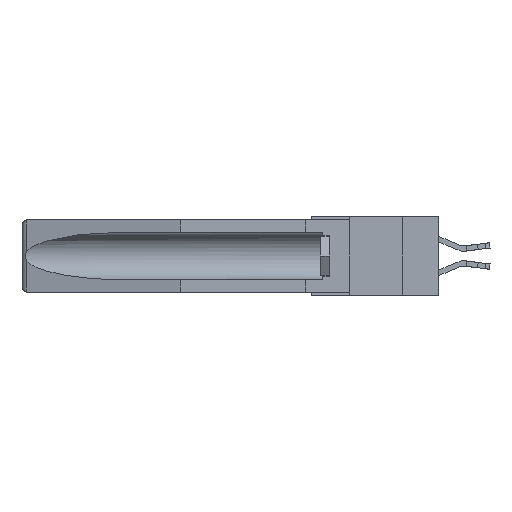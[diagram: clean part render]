
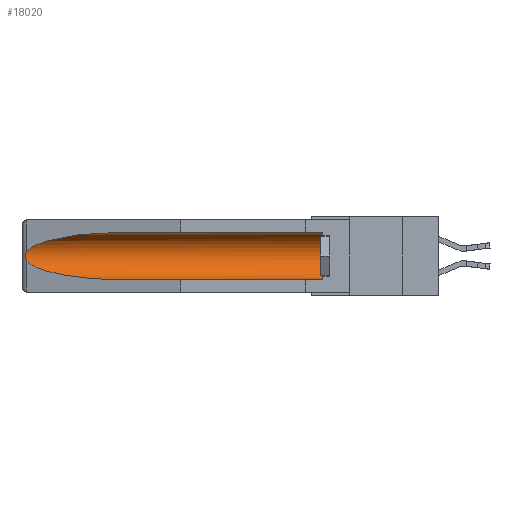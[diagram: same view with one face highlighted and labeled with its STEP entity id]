
A CAD part, left-side view. The second image highlights one B-rep face of the part: STEP entity #18020.
In plain terms, the highlighted cylindrical face has radius 2.857 mm (diameter 5.715 mm), a partial arc.
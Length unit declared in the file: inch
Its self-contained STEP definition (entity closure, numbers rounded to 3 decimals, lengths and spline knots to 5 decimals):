
#153 = CARTESIAN_POINT ( 'NONE',  ( 0.26537, 1.52718, -0.14972 ) ) ;
#212 =( BOUNDED_CURVE ( )  B_SPLINE_CURVE ( 3, ( #4823, #8963, #2184, #15976 ),
 .UNSPECIFIED., .F., .T. ) 
 B_SPLINE_CURVE_WITH_KNOTS ( ( 4, 4 ),
 ( 4.71239, 6.08839 ),
 .UNSPECIFIED. ) 
 CURVE ( )  GEOMETRIC_REPRESENTATION_ITEM ( )  RATIONAL_B_SPLINE_CURVE ( ( 1., 0.848, 0.848, 1. ) ) 
 REPRESENTATION_ITEM ( '' )  );
#1551 = LINE ( 'NONE', #5494, #15962 ) ;
#1553 = CARTESIAN_POINT ( 'NONE',  ( 0.26654, 1.53092, -0.15636 ) ) ;
#1555 = CARTESIAN_POINT ( 'NONE',  ( 0.26537, 1.52718, -0.19328 ) ) ;
#1739 = CARTESIAN_POINT ( 'NONE',  ( 0.25451, 1.48313, -0.24835 ) ) ;
#2184 = CARTESIAN_POINT ( 'NONE',  ( 0.25451, 1.48313, -0.09465 ) ) ;
#2944 = CARTESIAN_POINT ( 'NONE',  ( 0.2675, 1.53308, -0.17534 ) ) ;
#2979 = EDGE_LOOP ( 'NONE', ( #7678, #15970, #11832, #7373, #7542, #10206 ) ) ;
#3109 = CARTESIAN_POINT ( 'NONE',  ( 0.155, 0.126, -0.284 ) ) ;
#3599 = CARTESIAN_POINT ( 'NONE',  ( 0.26537, 1.52718, -0.14972 ) ) ;
#3853 = VERTEX_POINT ( 'NONE', #14199 ) ;
#4823 = CARTESIAN_POINT ( 'NONE',  ( 0.155, 1.07973, -0.059 ) ) ;
#4951 = EDGE_CURVE ( 'NONE', #3853, #15490, #11289, .T. ) ;
#5123 = DIRECTION ( 'NONE',  ( 0., 1., 0. ) ) ;
#5271 = VECTOR ( 'NONE', #5123, 39.37008 ) ;
#5494 = CARTESIAN_POINT ( 'NONE',  ( 0.155, -0.30754, -0.059 ) ) ;
#5669 = DIRECTION ( 'NONE',  ( 0., -1., 0. ) ) ;
#5776 = CARTESIAN_POINT ( 'NONE',  ( 0.2675, 1.53308, -0.16763 ) ) ;
#5833 = CARTESIAN_POINT ( 'NONE',  ( 0.155, 1.07973, -0.284 ) ) ;
#5899 = CARTESIAN_POINT ( 'NONE',  ( 0.21114, 1.30732, -0.284 ) ) ;
#6559 = EDGE_CURVE ( 'NONE', #6845, #15490, #8974, .T. ) ;
#6845 = VERTEX_POINT ( 'NONE', #3109 ) ;
#6942 = DIRECTION ( 'NONE',  ( 0., 1., 0. ) ) ;
#7007 = EDGE_CURVE ( 'NONE', #15253, #16559, #212, .T. ) ;
#7058 = CYLINDRICAL_SURFACE ( 'NONE', #10495, 0.1125 ) ;
#7251 = B_SPLINE_CURVE_WITH_KNOTS ( 'NONE', 3,
 ( #153, #9920, #1553, #12899, #5776, #2944, #16909, #12708, #15520, #13973 ),
 .UNSPECIFIED., .F., .F.,
 ( 4, 2, 2, 2, 4 ),
 ( 0., 0.00029, 0.00058, 0.00087, 0.00117 ),
 .UNSPECIFIED. ) ;
#7373 = ORIENTED_EDGE ( 'NONE', *, *, #6559, .F. ) ;
#7542 = ORIENTED_EDGE ( 'NONE', *, *, #9675, .T. ) ;
#7678 = ORIENTED_EDGE ( 'NONE', *, *, #7007, .T. ) ;
#7696 = CARTESIAN_POINT ( 'NONE',  ( 0.155, 1.07973, -0.059 ) ) ;
#7857 = DIRECTION ( 'NONE',  ( 0., 1., 0. ) ) ;
#7865 = CARTESIAN_POINT ( 'NONE',  ( 0.155, 1.07973, -0.284 ) ) ;
#8963 = CARTESIAN_POINT ( 'NONE',  ( 0.21114, 1.30732, -0.059 ) ) ;
#8974 = LINE ( 'NONE', #17467, #5271 ) ;
#9266 = DIRECTION ( 'NONE',  ( 0., 0., 1. ) ) ;
#9675 = EDGE_CURVE ( 'NONE', #6845, #14041, #15309, .T. ) ;
#9699 = EDGE_CURVE ( 'NONE', #14041, #15253, #1551, .T. ) ;
#9880 = CARTESIAN_POINT ( 'NONE',  ( 0.155, 0.126, -0.1715 ) ) ;
#9920 = CARTESIAN_POINT ( 'NONE',  ( 0.26597, 1.52961, -0.15275 ) ) ;
#10206 = ORIENTED_EDGE ( 'NONE', *, *, #9699, .T. ) ;
#10495 = AXIS2_PLACEMENT_3D ( 'NONE', #13524, #7857, #9266 ) ;
#11289 =( BOUNDED_CURVE ( )  B_SPLINE_CURVE ( 3, ( #1555, #1739, #5899, #5833 ),
 .UNSPECIFIED., .F., .F. ) 
 B_SPLINE_CURVE_WITH_KNOTS ( ( 4, 4 ),
 ( 0.1948, 1.5708 ),
 .UNSPECIFIED. ) 
 CURVE ( )  GEOMETRIC_REPRESENTATION_ITEM ( )  RATIONAL_B_SPLINE_CURVE ( ( 1., 0.848, 0.848, 1. ) ) 
 REPRESENTATION_ITEM ( '' )  );
#11832 = ORIENTED_EDGE ( 'NONE', *, *, #4951, .T. ) ;
#12618 = DIRECTION ( 'NONE',  ( 0., 0., 1. ) ) ;
#12708 = CARTESIAN_POINT ( 'NONE',  ( 0.26655, 1.53094, -0.18657 ) ) ;
#12899 = CARTESIAN_POINT ( 'NONE',  ( 0.2673, 1.5327, -0.16383 ) ) ;
#13524 = CARTESIAN_POINT ( 'NONE',  ( 0.155, -0.30754, -0.1715 ) ) ;
#13973 = CARTESIAN_POINT ( 'NONE',  ( 0.26537, 1.52718, -0.19328 ) ) ;
#14041 = VERTEX_POINT ( 'NONE', #15494 ) ;
#14199 = CARTESIAN_POINT ( 'NONE',  ( 0.26537, 1.52718, -0.19328 ) ) ;
#14267 = FACE_OUTER_BOUND ( 'NONE', #2979, .T. ) ;
#15253 = VERTEX_POINT ( 'NONE', #7696 ) ;
#15309 = CIRCLE ( 'NONE', #15721, 0.1125 ) ;
#15490 = VERTEX_POINT ( 'NONE', #7865 ) ;
#15494 = CARTESIAN_POINT ( 'NONE',  ( 0.155, 0.126, -0.059 ) ) ;
#15520 = CARTESIAN_POINT ( 'NONE',  ( 0.26597, 1.5296, -0.19026 ) ) ;
#15721 = AXIS2_PLACEMENT_3D ( 'NONE', #9880, #5669, #12618 ) ;
#15962 = VECTOR ( 'NONE', #6942, 39.37008 ) ;
#15970 = ORIENTED_EDGE ( 'NONE', *, *, #16167, .T. ) ;
#15976 = CARTESIAN_POINT ( 'NONE',  ( 0.26537, 1.52718, -0.14972 ) ) ;
#16167 = EDGE_CURVE ( 'NONE', #16559, #3853, #7251, .T. ) ;
#16559 = VERTEX_POINT ( 'NONE', #3599 ) ;
#16909 = CARTESIAN_POINT ( 'NONE',  ( 0.2673, 1.53269, -0.17917 ) ) ;
#17467 = CARTESIAN_POINT ( 'NONE',  ( 0.155, -0.30754, -0.284 ) ) ;
#18020 = ADVANCED_FACE ( 'NONE', ( #14267 ), #7058, .F. ) ;
